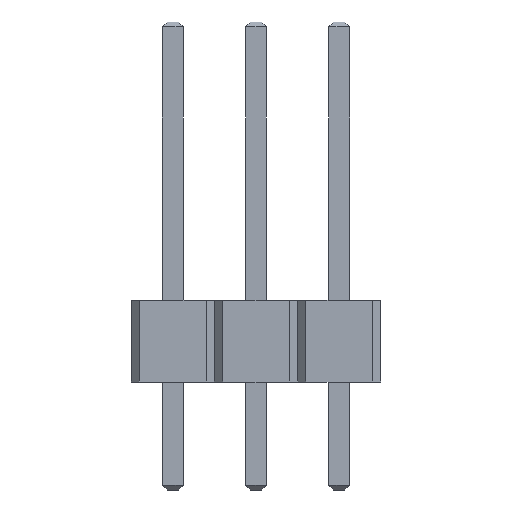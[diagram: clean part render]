
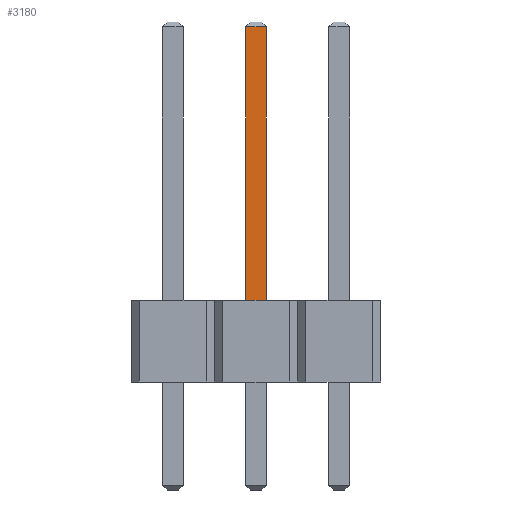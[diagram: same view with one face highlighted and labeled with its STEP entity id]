
A CAD part, left-side view. The second image highlights one B-rep face of the part: STEP entity #3180.
In plain terms, the highlighted face is planar.
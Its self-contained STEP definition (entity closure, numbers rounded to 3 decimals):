
#111 = PLANE('',#112);
#112 = AXIS2_PLACEMENT_3D('',#113,#114,#115);
#113 = CARTESIAN_POINT('',(2.54,0.,2.5));
#114 = DIRECTION('',(0.,0.,1.));
#115 = DIRECTION('',(0.,1.,0.));
#1593 = VERTEX_POINT('',#1594);
#1594 = CARTESIAN_POINT('',(2.22,-0.32,2.5));
#1609 = PLANE('',#1610);
#1610 = AXIS2_PLACEMENT_3D('',#1611,#1612,#1613);
#1611 = CARTESIAN_POINT('',(2.22,0.32,-3.3));
#1612 = DIRECTION('',(1.,0.,0.));
#1613 = DIRECTION('',(0.,-1.,0.));
#1647 = VERTEX_POINT('',#1648);
#1648 = CARTESIAN_POINT('',(2.86,-0.32,2.5));
#1661 = PLANE('',#1662);
#1662 = AXIS2_PLACEMENT_3D('',#1663,#1664,#1665);
#1663 = CARTESIAN_POINT('',(2.86,-0.32,-3.3));
#1664 = DIRECTION('',(-1.,0.,0.));
#1665 = DIRECTION('',(0.,1.,0.));
#1672 = EDGE_CURVE('',#1647,#1593,#1673,.T.);
#1673 = SURFACE_CURVE('',#1674,(#1678,#1684),.PCURVE_S1.);
#1674 = LINE('',#1675,#1676);
#1675 = CARTESIAN_POINT('',(2.38,-0.32,2.5));
#1676 = VECTOR('',#1677,1.);
#1677 = DIRECTION('',(-1.,0.,0.));
#1678 = PCURVE('',#111,#1679);
#1679 = DEFINITIONAL_REPRESENTATION('',(#1680),#1683);
#1680 = B_SPLINE_CURVE_WITH_KNOTS('',1,(#1681,#1682),.UNSPECIFIED.,.F.,
  .F.,(2,2),(-0.544,0.224),.PIECEWISE_BEZIER_KNOTS.);
#1681 = CARTESIAN_POINT('',(-0.32,-0.384));
#1682 = CARTESIAN_POINT('',(-0.32,0.384));
#1683 = ( GEOMETRIC_REPRESENTATION_CONTEXT(2) 
PARAMETRIC_REPRESENTATION_CONTEXT() REPRESENTATION_CONTEXT('2D SPACE',''
  ) );
#1684 = PCURVE('',#1685,#1690);
#1685 = PLANE('',#1686);
#1686 = AXIS2_PLACEMENT_3D('',#1687,#1688,#1689);
#1687 = CARTESIAN_POINT('',(2.22,-0.32,-3.3));
#1688 = DIRECTION('',(0.,1.,0.));
#1689 = DIRECTION('',(1.,0.,0.));
#1690 = DEFINITIONAL_REPRESENTATION('',(#1691),#1694);
#1691 = B_SPLINE_CURVE_WITH_KNOTS('',1,(#1692,#1693),.UNSPECIFIED.,.F.,
  .F.,(2,2),(-0.544,0.224),.PIECEWISE_BEZIER_KNOTS.);
#1692 = CARTESIAN_POINT('',(0.704,-5.8));
#1693 = CARTESIAN_POINT('',(-0.064,-5.8));
#1694 = ( GEOMETRIC_REPRESENTATION_CONTEXT(2) 
PARAMETRIC_REPRESENTATION_CONTEXT() REPRESENTATION_CONTEXT('2D SPACE',''
  ) );
#3133 = VERTEX_POINT('',#3134);
#3134 = CARTESIAN_POINT('',(2.22,-0.32,10.85));
#3160 = EDGE_CURVE('',#1593,#3133,#3161,.T.);
#3161 = SURFACE_CURVE('',#3162,(#3166,#3173),.PCURVE_S1.);
#3162 = LINE('',#3163,#3164);
#3163 = CARTESIAN_POINT('',(2.22,-0.32,-3.3));
#3164 = VECTOR('',#3165,1.);
#3165 = DIRECTION('',(0.,0.,1.));
#3166 = PCURVE('',#1609,#3167);
#3167 = DEFINITIONAL_REPRESENTATION('',(#3168),#3172);
#3168 = LINE('',#3169,#3170);
#3169 = CARTESIAN_POINT('',(0.64,0.));
#3170 = VECTOR('',#3171,1.);
#3171 = DIRECTION('',(0.,-1.));
#3172 = ( GEOMETRIC_REPRESENTATION_CONTEXT(2) 
PARAMETRIC_REPRESENTATION_CONTEXT() REPRESENTATION_CONTEXT('2D SPACE',''
  ) );
#3173 = PCURVE('',#1685,#3174);
#3174 = DEFINITIONAL_REPRESENTATION('',(#3175),#3179);
#3175 = LINE('',#3176,#3177);
#3176 = CARTESIAN_POINT('',(0.,0.));
#3177 = VECTOR('',#3178,1.);
#3178 = DIRECTION('',(0.,-1.));
#3179 = ( GEOMETRIC_REPRESENTATION_CONTEXT(2) 
PARAMETRIC_REPRESENTATION_CONTEXT() REPRESENTATION_CONTEXT('2D SPACE',''
  ) );
#3180 = ADVANCED_FACE('',(#3181),#1685,.F.);
#3181 = FACE_BOUND('',#3182,.F.);
#3182 = EDGE_LOOP('',(#3183,#3184,#3185,#3213));
#3183 = ORIENTED_EDGE('',*,*,#1672,.T.);
#3184 = ORIENTED_EDGE('',*,*,#3160,.T.);
#3185 = ORIENTED_EDGE('',*,*,#3186,.T.);
#3186 = EDGE_CURVE('',#3133,#3187,#3189,.T.);
#3187 = VERTEX_POINT('',#3188);
#3188 = CARTESIAN_POINT('',(2.86,-0.32,10.85));
#3189 = SURFACE_CURVE('',#3190,(#3194,#3201),.PCURVE_S1.);
#3190 = LINE('',#3191,#3192);
#3191 = CARTESIAN_POINT('',(2.22,-0.32,10.85));
#3192 = VECTOR('',#3193,1.);
#3193 = DIRECTION('',(1.,0.,0.));
#3194 = PCURVE('',#1685,#3195);
#3195 = DEFINITIONAL_REPRESENTATION('',(#3196),#3200);
#3196 = LINE('',#3197,#3198);
#3197 = CARTESIAN_POINT('',(0.,-14.15));
#3198 = VECTOR('',#3199,1.);
#3199 = DIRECTION('',(1.,0.));
#3200 = ( GEOMETRIC_REPRESENTATION_CONTEXT(2) 
PARAMETRIC_REPRESENTATION_CONTEXT() REPRESENTATION_CONTEXT('2D SPACE',''
  ) );
#3201 = PCURVE('',#3202,#3207);
#3202 = PLANE('',#3203);
#3203 = AXIS2_PLACEMENT_3D('',#3204,#3205,#3206);
#3204 = CARTESIAN_POINT('',(2.22,-0.245,10.925));
#3205 = DIRECTION('',(0.,0.707,-0.707)
  );
#3206 = DIRECTION('',(-1.,0.,0.));
#3207 = DEFINITIONAL_REPRESENTATION('',(#3208),#3212);
#3208 = LINE('',#3209,#3210);
#3209 = CARTESIAN_POINT('',(-0.,-0.106));
#3210 = VECTOR('',#3211,1.);
#3211 = DIRECTION('',(-1.,0.));
#3212 = ( GEOMETRIC_REPRESENTATION_CONTEXT(2) 
PARAMETRIC_REPRESENTATION_CONTEXT() REPRESENTATION_CONTEXT('2D SPACE',''
  ) );
#3213 = ORIENTED_EDGE('',*,*,#3214,.F.);
#3214 = EDGE_CURVE('',#1647,#3187,#3215,.T.);
#3215 = SURFACE_CURVE('',#3216,(#3220,#3227),.PCURVE_S1.);
#3216 = LINE('',#3217,#3218);
#3217 = CARTESIAN_POINT('',(2.86,-0.32,-3.3));
#3218 = VECTOR('',#3219,1.);
#3219 = DIRECTION('',(0.,0.,1.));
#3220 = PCURVE('',#1685,#3221);
#3221 = DEFINITIONAL_REPRESENTATION('',(#3222),#3226);
#3222 = LINE('',#3223,#3224);
#3223 = CARTESIAN_POINT('',(0.64,0.));
#3224 = VECTOR('',#3225,1.);
#3225 = DIRECTION('',(0.,-1.));
#3226 = ( GEOMETRIC_REPRESENTATION_CONTEXT(2) 
PARAMETRIC_REPRESENTATION_CONTEXT() REPRESENTATION_CONTEXT('2D SPACE',''
  ) );
#3227 = PCURVE('',#1661,#3228);
#3228 = DEFINITIONAL_REPRESENTATION('',(#3229),#3233);
#3229 = LINE('',#3230,#3231);
#3230 = CARTESIAN_POINT('',(0.,0.));
#3231 = VECTOR('',#3232,1.);
#3232 = DIRECTION('',(0.,-1.));
#3233 = ( GEOMETRIC_REPRESENTATION_CONTEXT(2) 
PARAMETRIC_REPRESENTATION_CONTEXT() REPRESENTATION_CONTEXT('2D SPACE',''
  ) );
